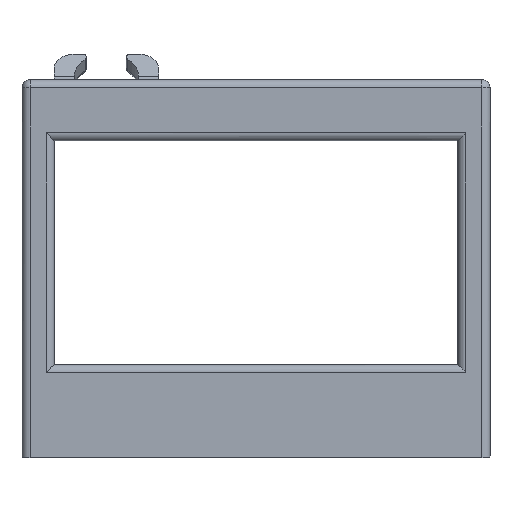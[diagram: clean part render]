
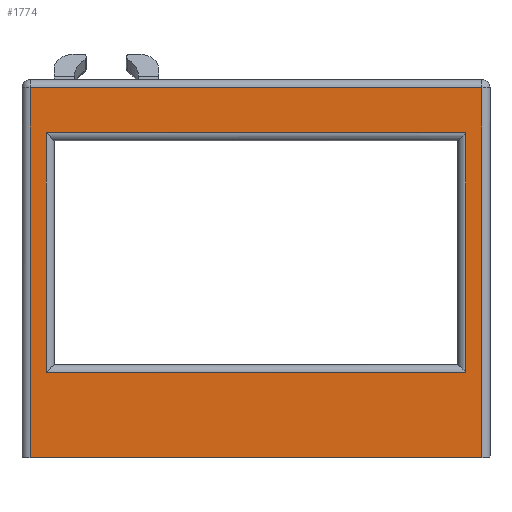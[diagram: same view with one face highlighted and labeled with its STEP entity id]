
A CAD part, front view. The second image highlights one B-rep face of the part: STEP entity #1774.
In plain terms, the highlighted planar face has unit normal (0, -1, 0).
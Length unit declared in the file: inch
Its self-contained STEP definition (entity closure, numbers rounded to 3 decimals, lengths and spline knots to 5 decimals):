
#21 = DIRECTION ( 'NONE',  ( -1., 0., 0. ) ) ;
#36 = VECTOR ( 'NONE', #2941, 39.37008 ) ;
#46 = EDGE_LOOP ( 'NONE', ( #2145, #1991, #2964, #1758 ) ) ;
#180 = FACE_OUTER_BOUND ( 'NONE', #46, .T. ) ;
#202 = ORIENTED_EDGE ( 'NONE', *, *, #1192, .T. ) ;
#225 = FACE_BOUND ( 'NONE', #3389, .T. ) ;
#277 = VERTEX_POINT ( 'NONE', #1580 ) ;
#346 = CARTESIAN_POINT ( 'NONE',  ( -1.305, 0., -0.64571 ) ) ;
#350 = CARTESIAN_POINT ( 'NONE',  ( 0., 0., 0.84571 ) ) ;
#482 = CARTESIAN_POINT ( 'NONE',  ( 0., 0., 0. ) ) ;
#578 = VECTOR ( 'NONE', #3466, 39.37008 ) ;
#587 = VERTEX_POINT ( 'NONE', #2735 ) ;
#636 = VECTOR ( 'NONE', #898, 39.37008 ) ;
#847 = EDGE_CURVE ( 'NONE', #587, #277, #3570, .T. ) ;
#869 = VERTEX_POINT ( 'NONE', #2154 ) ;
#871 = DIRECTION ( 'NONE',  ( 0., 0., 1. ) ) ;
#898 = DIRECTION ( 'NONE',  ( 0., 0., 1. ) ) ;
#984 = EDGE_CURVE ( 'NONE', #2164, #587, #1423, .T. ) ;
#1048 = VERTEX_POINT ( 'NONE', #1990 ) ;
#1128 = LINE ( 'NONE', #3221, #2644 ) ;
#1154 = VECTOR ( 'NONE', #2376, 39.37008 ) ;
#1192 = EDGE_CURVE ( 'NONE', #2035, #2290, #2721, .T. ) ;
#1259 = LINE ( 'NONE', #350, #3530 ) ;
#1423 = LINE ( 'NONE', #3513, #3798 ) ;
#1425 = EDGE_CURVE ( 'NONE', #2164, #869, #1128, .T. ) ;
#1454 = LINE ( 'NONE', #2105, #36 ) ;
#1580 = CARTESIAN_POINT ( 'NONE',  ( -1.405, 0., 1.125 ) ) ;
#1590 = AXIS2_PLACEMENT_3D ( 'NONE', #482, #1663, #2287 ) ;
#1610 = ORIENTED_EDGE ( 'NONE', *, *, #2913, .T. ) ;
#1663 = DIRECTION ( 'NONE',  ( 0., -1., 0. ) ) ;
#1758 = ORIENTED_EDGE ( 'NONE', *, *, #1425, .F. ) ;
#1774 = ADVANCED_FACE ( 'NONE', ( #225, #180 ), #3133, .T. ) ;
#1901 = EDGE_CURVE ( 'NONE', #2253, #2035, #1454, .T. ) ;
#1965 = ORIENTED_EDGE ( 'NONE', *, *, #2734, .T. ) ;
#1990 = CARTESIAN_POINT ( 'NONE',  ( -1.305, 0., 0.84571 ) ) ;
#1991 = ORIENTED_EDGE ( 'NONE', *, *, #847, .T. ) ;
#2020 = CARTESIAN_POINT ( 'NONE',  ( -1.305, 0., 0. ) ) ;
#2035 = VERTEX_POINT ( 'NONE', #2461 ) ;
#2105 = CARTESIAN_POINT ( 'NONE',  ( 1.305, 0., 0. ) ) ;
#2145 = ORIENTED_EDGE ( 'NONE', *, *, #984, .T. ) ;
#2154 = CARTESIAN_POINT ( 'NONE',  ( -1.405, 0., -1.175 ) ) ;
#2164 = VERTEX_POINT ( 'NONE', #3695 ) ;
#2253 = VERTEX_POINT ( 'NONE', #3289 ) ;
#2255 = CARTESIAN_POINT ( 'NONE',  ( -1.405, 0., 0. ) ) ;
#2287 = DIRECTION ( 'NONE',  ( 0., 0., -1. ) ) ;
#2290 = VERTEX_POINT ( 'NONE', #346 ) ;
#2327 = LINE ( 'NONE', #2255, #578 ) ;
#2376 = DIRECTION ( 'NONE',  ( -1., 0., 0. ) ) ;
#2455 = VECTOR ( 'NONE', #21, 39.37008 ) ;
#2461 = CARTESIAN_POINT ( 'NONE',  ( 1.305, 0., -0.64571 ) ) ;
#2475 = ORIENTED_EDGE ( 'NONE', *, *, #1901, .T. ) ;
#2614 = LINE ( 'NONE', #2020, #636 ) ;
#2644 = VECTOR ( 'NONE', #3203, 39.37008 ) ;
#2721 = LINE ( 'NONE', #3582, #1154 ) ;
#2734 = EDGE_CURVE ( 'NONE', #2290, #1048, #2614, .T. ) ;
#2735 = CARTESIAN_POINT ( 'NONE',  ( 1.405, 0., 1.125 ) ) ;
#2913 = EDGE_CURVE ( 'NONE', #1048, #2253, #1259, .T. ) ;
#2941 = DIRECTION ( 'NONE',  ( 0., 0., -1. ) ) ;
#2964 = ORIENTED_EDGE ( 'NONE', *, *, #3814, .T. ) ;
#3133 = PLANE ( 'NONE',  #1590 ) ;
#3203 = DIRECTION ( 'NONE',  ( -1., 0., 0. ) ) ;
#3221 = CARTESIAN_POINT ( 'NONE',  ( -1.405, 0., -1.175 ) ) ;
#3289 = CARTESIAN_POINT ( 'NONE',  ( 1.305, 0., 0.84571 ) ) ;
#3308 = DIRECTION ( 'NONE',  ( 1., 0., 0. ) ) ;
#3325 = CARTESIAN_POINT ( 'NONE',  ( -1.405, 0., 1.125 ) ) ;
#3389 = EDGE_LOOP ( 'NONE', ( #2475, #202, #1965, #1610 ) ) ;
#3466 = DIRECTION ( 'NONE',  ( 0., 0., -1. ) ) ;
#3513 = CARTESIAN_POINT ( 'NONE',  ( 1.405, 0., 0. ) ) ;
#3530 = VECTOR ( 'NONE', #3308, 39.37008 ) ;
#3570 = LINE ( 'NONE', #3325, #2455 ) ;
#3582 = CARTESIAN_POINT ( 'NONE',  ( 0., 0., -0.64571 ) ) ;
#3695 = CARTESIAN_POINT ( 'NONE',  ( 1.405, 0., -1.175 ) ) ;
#3798 = VECTOR ( 'NONE', #871, 39.37008 ) ;
#3814 = EDGE_CURVE ( 'NONE', #277, #869, #2327, .T. ) ;
